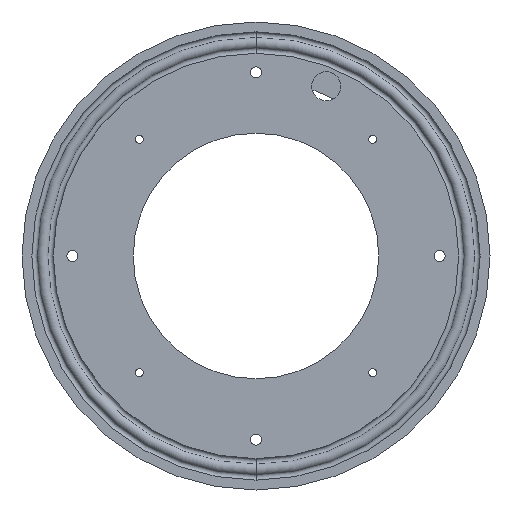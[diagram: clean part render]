
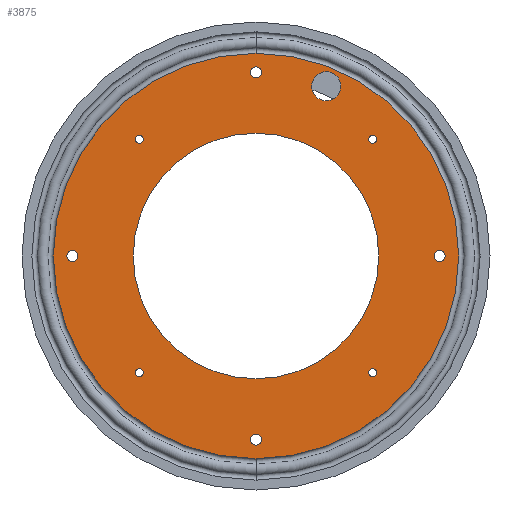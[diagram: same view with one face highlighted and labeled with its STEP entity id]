
A CAD part, front view. The second image highlights one B-rep face of the part: STEP entity #3875.
In plain terms, the highlighted planar face has unit normal (0, -1, 0).
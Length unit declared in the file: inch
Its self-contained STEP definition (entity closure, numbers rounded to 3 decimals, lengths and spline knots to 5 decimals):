
#3267=CARTESIAN_POINT('',(1.81181,-0.1565,3.99911));
#3268=VERTEX_POINT('',#3267);
#3269=CARTESIAN_POINT('',(1.81181,-0.1565,4.74911));
#3270=VERTEX_POINT('',#3269);
#3271=CARTESIAN_POINT('',(1.81181,-0.1565,4.37411));
#3272=DIRECTION('',(0.0,1.0,0.0));
#3273=DIRECTION('',(0.0,0.0,1.0));
#3274=AXIS2_PLACEMENT_3D('',#3271,#3272,#3273);
#3275=CIRCLE('',#3274,0.375);
#3276=EDGE_CURVE('',#3268,#3270,#3275,.T.);
#3299=CARTESIAN_POINT('',(4.59388,-0.1565,0.));
#3300=VERTEX_POINT('',#3299);
#3301=CARTESIAN_POINT('',(4.87513,-0.1565,0.));
#3302=VERTEX_POINT('',#3301);
#3303=CARTESIAN_POINT('',(4.7345,-0.1565,0.));
#3304=DIRECTION('',(0.0,-1.0,0.0));
#3305=DIRECTION('',(1.0,0.0,0.0));
#3306=AXIS2_PLACEMENT_3D('',#3303,#3304,#3305);
#3307=CIRCLE('',#3306,0.14063);
#3308=EDGE_CURVE('',#3300,#3302,#3307,.T.);
#3331=CARTESIAN_POINT('',(-3.0052,-0.1565,2.90364));
#3332=VERTEX_POINT('',#3331);
#3333=CARTESIAN_POINT('',(-3.0052,-0.1565,3.10677));
#3334=VERTEX_POINT('',#3333);
#3335=CARTESIAN_POINT('',(-3.0052,-0.1565,3.0052));
#3336=DIRECTION('',(0.0,-1.0,0.0));
#3337=DIRECTION('',(0.0,0.0,1.0));
#3338=AXIS2_PLACEMENT_3D('',#3335,#3336,#3337);
#3339=CIRCLE('',#3338,0.10157);
#3340=EDGE_CURVE('',#3332,#3334,#3339,.T.);
#3363=CARTESIAN_POINT('',(-2.90364,-0.1565,-3.0052));
#3364=VERTEX_POINT('',#3363);
#3365=CARTESIAN_POINT('',(-3.10677,-0.1565,-3.0052));
#3366=VERTEX_POINT('',#3365);
#3367=CARTESIAN_POINT('',(-3.0052,-0.1565,-3.0052));
#3368=DIRECTION('',(0.0,-1.0,0.0));
#3369=DIRECTION('',(-1.0,0.0,0.0));
#3370=AXIS2_PLACEMENT_3D('',#3367,#3368,#3369);
#3371=CIRCLE('',#3370,0.10157);
#3372=EDGE_CURVE('',#3364,#3366,#3371,.T.);
#3396=CARTESIAN_POINT('',(-3.0052,-0.1565,-3.0052));
#3397=DIRECTION('',(0.0,-1.0,0.0));
#3398=DIRECTION('',(-1.0,0.0,0.0));
#3399=AXIS2_PLACEMENT_3D('',#3396,#3397,#3398);
#3400=CIRCLE('',#3399,0.10157);
#3401=EDGE_CURVE('',#3366,#3364,#3400,.T.);
#3413=CARTESIAN_POINT('',(0.0,-0.1565,-4.59388));
#3414=VERTEX_POINT('',#3413);
#3415=CARTESIAN_POINT('',(0.,-0.1565,-4.87513));
#3416=VERTEX_POINT('',#3415);
#3417=CARTESIAN_POINT('',(0.0,-0.1565,-4.7345));
#3418=DIRECTION('',(0.0,-1.0,0.0));
#3419=DIRECTION('',(0.0,0.0,-1.0));
#3420=AXIS2_PLACEMENT_3D('',#3417,#3418,#3419);
#3421=CIRCLE('',#3420,0.14063);
#3422=EDGE_CURVE('',#3414,#3416,#3421,.T.);
#3446=CARTESIAN_POINT('',(-3.0052,-0.1565,3.0052));
#3447=DIRECTION('',(0.0,-1.0,0.0));
#3448=DIRECTION('',(0.0,0.0,1.0));
#3449=AXIS2_PLACEMENT_3D('',#3446,#3447,#3448);
#3450=CIRCLE('',#3449,0.10157);
#3451=EDGE_CURVE('',#3334,#3332,#3450,.T.);
#3464=CARTESIAN_POINT('',(0.0,-0.1565,-4.7345));
#3465=DIRECTION('',(0.0,-1.0,0.0));
#3466=DIRECTION('',(0.0,0.0,-1.0));
#3467=AXIS2_PLACEMENT_3D('',#3464,#3465,#3466);
#3468=CIRCLE('',#3467,0.14063);
#3469=EDGE_CURVE('',#3416,#3414,#3468,.T.);
#3481=CARTESIAN_POINT('',(3.0052,-0.1565,-3.10677));
#3482=VERTEX_POINT('',#3481);
#3489=CARTESIAN_POINT('',(3.0052,-0.1565,-2.90364));
#3490=VERTEX_POINT('',#3489);
#3491=CARTESIAN_POINT('',(3.0052,-0.1565,-3.0052));
#3492=DIRECTION('',(0.0,-1.0,0.0));
#3493=DIRECTION('',(0.0,0.0,-1.0));
#3494=AXIS2_PLACEMENT_3D('',#3491,#3492,#3493);
#3495=CIRCLE('',#3494,0.10157);
#3496=EDGE_CURVE('',#3482,#3490,#3495,.T.);
#3513=CARTESIAN_POINT('',(-4.87513,-0.1565,0.));
#3514=VERTEX_POINT('',#3513);
#3521=CARTESIAN_POINT('',(-4.59388,-0.1565,0.));
#3522=VERTEX_POINT('',#3521);
#3523=CARTESIAN_POINT('',(-4.7345,-0.1565,0.));
#3524=DIRECTION('',(0.0,-1.0,0.0));
#3525=DIRECTION('',(-1.0,0.0,0.0));
#3526=AXIS2_PLACEMENT_3D('',#3523,#3524,#3525);
#3527=CIRCLE('',#3526,0.14063);
#3528=EDGE_CURVE('',#3514,#3522,#3527,.T.);
#3545=CARTESIAN_POINT('',(0.,-0.1565,4.59388));
#3546=VERTEX_POINT('',#3545);
#3547=CARTESIAN_POINT('',(0.,-0.1565,4.87513));
#3548=VERTEX_POINT('',#3547);
#3549=CARTESIAN_POINT('',(0.,-0.1565,4.7345));
#3550=DIRECTION('',(0.0,-1.0,0.0));
#3551=DIRECTION('',(0.0,0.0,1.0));
#3552=AXIS2_PLACEMENT_3D('',#3549,#3550,#3551);
#3553=CIRCLE('',#3552,0.14063);
#3554=EDGE_CURVE('',#3546,#3548,#3553,.T.);
#3577=CARTESIAN_POINT('',(0.,-0.1565,-3.165));
#3578=VERTEX_POINT('',#3577);
#3579=CARTESIAN_POINT('',(0.0,-0.1565,3.165));
#3580=VERTEX_POINT('',#3579);
#3581=CARTESIAN_POINT('',(0.0,-0.1565,0.0));
#3582=DIRECTION('',(0.0,1.0,0.0));
#3583=DIRECTION('',(0.0,0.0,1.0));
#3584=AXIS2_PLACEMENT_3D('',#3581,#3582,#3583);
#3585=CIRCLE('',#3584,3.165);
#3586=EDGE_CURVE('',#3578,#3580,#3585,.T.);
#3609=CARTESIAN_POINT('',(3.0052,-0.1565,-3.0052));
#3610=DIRECTION('',(0.0,-1.0,0.0));
#3611=DIRECTION('',(0.0,0.0,-1.0));
#3612=AXIS2_PLACEMENT_3D('',#3609,#3610,#3611);
#3613=CIRCLE('',#3612,0.10157);
#3614=EDGE_CURVE('',#3490,#3482,#3613,.T.);
#3627=CARTESIAN_POINT('',(-4.7345,-0.1565,0.));
#3628=DIRECTION('',(0.0,-1.0,0.0));
#3629=DIRECTION('',(-1.0,0.0,0.0));
#3630=AXIS2_PLACEMENT_3D('',#3627,#3628,#3629);
#3631=CIRCLE('',#3630,0.14063);
#3632=EDGE_CURVE('',#3522,#3514,#3631,.T.);
#3646=CARTESIAN_POINT('',(1.81181,-0.1565,4.37411));
#3647=DIRECTION('',(0.0,1.0,0.0));
#3648=DIRECTION('',(0.0,0.0,1.0));
#3649=AXIS2_PLACEMENT_3D('',#3646,#3647,#3648);
#3650=CIRCLE('',#3649,0.375);
#3651=EDGE_CURVE('',#3270,#3268,#3650,.T.);
#3664=CARTESIAN_POINT('',(0.0,-0.1565,0.0));
#3665=DIRECTION('',(0.0,1.0,0.0));
#3666=DIRECTION('',(0.0,0.0,1.0));
#3667=AXIS2_PLACEMENT_3D('',#3664,#3665,#3666);
#3668=CIRCLE('',#3667,3.165);
#3669=EDGE_CURVE('',#3580,#3578,#3668,.T.);
#3681=CARTESIAN_POINT('',(2.90364,-0.1565,3.0052));
#3682=VERTEX_POINT('',#3681);
#3683=CARTESIAN_POINT('',(3.10677,-0.1565,3.0052));
#3684=VERTEX_POINT('',#3683);
#3685=CARTESIAN_POINT('',(3.0052,-0.1565,3.0052));
#3686=DIRECTION('',(0.0,-1.0,0.0));
#3687=DIRECTION('',(1.0,0.0,0.0));
#3688=AXIS2_PLACEMENT_3D('',#3685,#3686,#3687);
#3689=CIRCLE('',#3688,0.10157);
#3690=EDGE_CURVE('',#3682,#3684,#3689,.T.);
#3714=CARTESIAN_POINT('',(4.7345,-0.1565,0.));
#3715=DIRECTION('',(0.0,-1.0,0.0));
#3716=DIRECTION('',(1.0,0.0,0.0));
#3717=AXIS2_PLACEMENT_3D('',#3714,#3715,#3716);
#3718=CIRCLE('',#3717,0.14063);
#3719=EDGE_CURVE('',#3302,#3300,#3718,.T.);
#3732=CARTESIAN_POINT('',(3.0052,-0.1565,3.0052));
#3733=DIRECTION('',(0.0,-1.0,0.0));
#3734=DIRECTION('',(1.0,0.0,0.0));
#3735=AXIS2_PLACEMENT_3D('',#3732,#3733,#3734);
#3736=CIRCLE('',#3735,0.10157);
#3737=EDGE_CURVE('',#3684,#3682,#3736,.T.);
#3750=CARTESIAN_POINT('',(0.,-0.1565,4.7345));
#3751=DIRECTION('',(0.0,-1.0,0.0));
#3752=DIRECTION('',(0.0,0.0,1.0));
#3753=AXIS2_PLACEMENT_3D('',#3750,#3751,#3752);
#3754=CIRCLE('',#3753,0.14063);
#3755=EDGE_CURVE('',#3548,#3546,#3754,.T.);
#3810=CARTESIAN_POINT('',(5.22305,-0.1565,0.0));
#3811=DIRECTION('',(0.0,-1.0,0.0));
#3812=DIRECTION('',(0.0,0.0,-1.0));
#3813=AXIS2_PLACEMENT_3D('',#3810,#3811,#3812);
#3814=PLANE('',#3813);
#3815=CARTESIAN_POINT('',(0.0,-0.1565,5.22305));
#3816=VERTEX_POINT('',#3815);
#3817=CARTESIAN_POINT('',(0.,-0.1565,-5.22305));
#3818=VERTEX_POINT('',#3817);
#3819=CARTESIAN_POINT('',(0.0,-0.1565,0.0));
#3820=DIRECTION('',(0.0,1.0,0.0));
#3821=DIRECTION('',(0.0,0.0,1.0));
#3822=AXIS2_PLACEMENT_3D('',#3819,#3820,#3821);
#3823=CIRCLE('',#3822,5.22305);
#3824=EDGE_CURVE('',#3816,#3818,#3823,.T.);
#3825=ORIENTED_EDGE('',*,*,#3824,.F.);
#3826=CARTESIAN_POINT('',(0.0,-0.1565,0.0));
#3827=DIRECTION('',(0.0,1.0,0.0));
#3828=DIRECTION('',(0.0,0.0,1.0));
#3829=AXIS2_PLACEMENT_3D('',#3826,#3827,#3828);
#3830=CIRCLE('',#3829,5.22305);
#3831=EDGE_CURVE('',#3818,#3816,#3830,.T.);
#3832=ORIENTED_EDGE('',*,*,#3831,.F.);
#3833=EDGE_LOOP('',(#3825,#3832));
#3834=FACE_OUTER_BOUND('',#3833,.T.);
#3835=ORIENTED_EDGE('',*,*,#3372,.F.);
#3836=ORIENTED_EDGE('',*,*,#3401,.F.);
#3837=EDGE_LOOP('',(#3835,#3836));
#3838=FACE_BOUND('',#3837,.T.);
#3839=ORIENTED_EDGE('',*,*,#3340,.F.);
#3840=ORIENTED_EDGE('',*,*,#3451,.F.);
#3841=EDGE_LOOP('',(#3839,#3840));
#3842=FACE_BOUND('',#3841,.T.);
#3843=ORIENTED_EDGE('',*,*,#3690,.F.);
#3844=ORIENTED_EDGE('',*,*,#3737,.F.);
#3845=EDGE_LOOP('',(#3843,#3844));
#3846=FACE_BOUND('',#3845,.T.);
#3847=ORIENTED_EDGE('',*,*,#3614,.F.);
#3848=ORIENTED_EDGE('',*,*,#3496,.F.);
#3849=EDGE_LOOP('',(#3847,#3848));
#3850=FACE_BOUND('',#3849,.T.);
#3851=ORIENTED_EDGE('',*,*,#3632,.F.);
#3852=ORIENTED_EDGE('',*,*,#3528,.F.);
#3853=EDGE_LOOP('',(#3851,#3852));
#3854=FACE_BOUND('',#3853,.T.);
#3855=ORIENTED_EDGE('',*,*,#3554,.F.);
#3856=ORIENTED_EDGE('',*,*,#3755,.F.);
#3857=EDGE_LOOP('',(#3855,#3856));
#3858=FACE_BOUND('',#3857,.T.);
#3859=ORIENTED_EDGE('',*,*,#3308,.F.);
#3860=ORIENTED_EDGE('',*,*,#3719,.F.);
#3861=EDGE_LOOP('',(#3859,#3860));
#3862=FACE_BOUND('',#3861,.T.);
#3863=ORIENTED_EDGE('',*,*,#3422,.F.);
#3864=ORIENTED_EDGE('',*,*,#3469,.F.);
#3865=EDGE_LOOP('',(#3863,#3864));
#3866=FACE_BOUND('',#3865,.T.);
#3867=ORIENTED_EDGE('',*,*,#3651,.T.);
#3868=ORIENTED_EDGE('',*,*,#3276,.T.);
#3869=EDGE_LOOP('',(#3867,#3868));
#3870=FACE_BOUND('',#3869,.T.);
#3871=ORIENTED_EDGE('',*,*,#3669,.T.);
#3872=ORIENTED_EDGE('',*,*,#3586,.T.);
#3873=EDGE_LOOP('',(#3871,#3872));
#3874=FACE_BOUND('',#3873,.T.);
#3875=ADVANCED_FACE('',(#3834,#3838,#3842,#3846,#3850,#3854,#3858,#3862,#3866,#3870,#3874),#3814,.T.);
